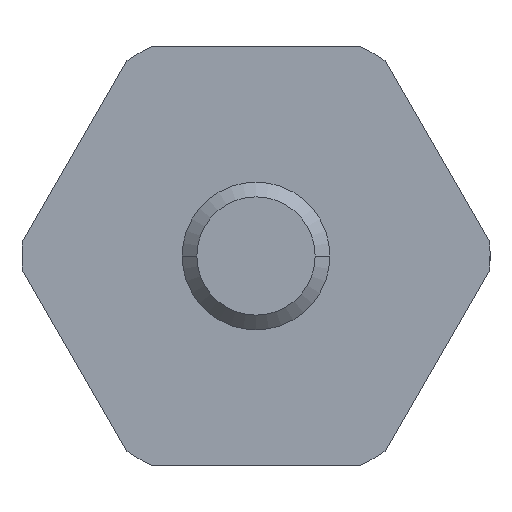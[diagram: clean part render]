
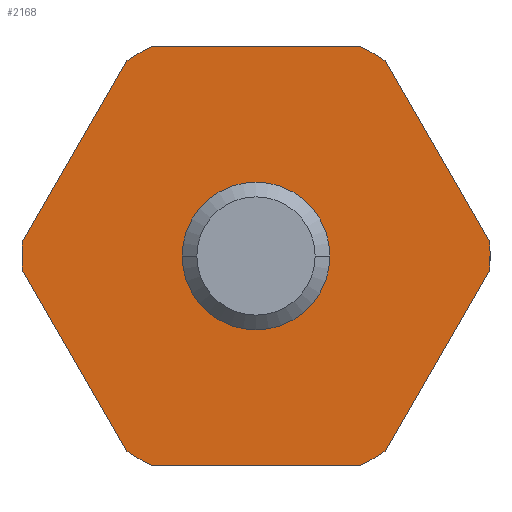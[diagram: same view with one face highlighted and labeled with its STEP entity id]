
A CAD part, front view. The second image highlights one B-rep face of the part: STEP entity #2168.
In plain terms, the highlighted planar face has unit normal (0, -1, 0).
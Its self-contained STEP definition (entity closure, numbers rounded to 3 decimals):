
#1=DIRECTION('',(0.5,0.,-0.866));
#2=VECTOR('',#1,42.426);
#3=CARTESIAN_POINT('',(-47.413,0.,-2.879));
#4=LINE('',#3,#2);
#5=DIRECTION('',(0.5,0.,0.866));
#6=VECTOR('',#5,42.426);
#7=CARTESIAN_POINT('',(-47.413,0.,2.879));
#8=LINE('',#7,#6);
#9=CARTESIAN_POINT('',(0.,0.,0.));
#10=DIRECTION('',(0.,1.,0.));
#11=DIRECTION('',(-0.552,0.,0.834));
#12=AXIS2_PLACEMENT_3D('',#9,#10,#11);
#14=DIRECTION('',(-1.,0.,0.));
#15=VECTOR('',#14,42.426);
#16=CARTESIAN_POINT('',(21.213,0.,42.5));
#17=LINE('',#16,#15);
#18=CARTESIAN_POINT('',(0.,0.,0.));
#19=DIRECTION('',(0.,1.,0.));
#20=DIRECTION('',(0.447,0.,0.895));
#21=AXIS2_PLACEMENT_3D('',#18,#19,#20);
#23=DIRECTION('',(-0.5,0.,0.866));
#24=VECTOR('',#23,42.426);
#25=CARTESIAN_POINT('',(47.413,0.,2.879));
#26=LINE('',#25,#24);
#27=DIRECTION('',(-0.5,0.,-0.866));
#28=VECTOR('',#27,42.426);
#29=CARTESIAN_POINT('',(47.413,0.,-2.879));
#30=LINE('',#29,#28);
#31=CARTESIAN_POINT('',(0.,0.,0.));
#32=DIRECTION('',(0.,1.,0.));
#33=DIRECTION('',(0.552,0.,-0.834));
#34=AXIS2_PLACEMENT_3D('',#31,#32,#33);
#36=DIRECTION('',(1.,0.,0.));
#37=VECTOR('',#36,42.426);
#38=CARTESIAN_POINT('',(-21.213,0.,-42.5));
#39=LINE('',#38,#37);
#40=CARTESIAN_POINT('',(0.,0.,0.));
#41=DIRECTION('',(0.,1.,0.));
#42=DIRECTION('',(-0.447,0.,-0.895));
#43=AXIS2_PLACEMENT_3D('',#40,#41,#42);
#45=CARTESIAN_POINT('',(0.,0.,0.));
#46=DIRECTION('',(0.,-1.,0.));
#47=DIRECTION('',(1.,0.,0.));
#48=AXIS2_PLACEMENT_3D('',#45,#46,#47);
#50=CARTESIAN_POINT('',(0.,0.,0.));
#51=DIRECTION('',(0.,-1.,0.));
#52=DIRECTION('',(-1.,0.,0.));
#53=AXIS2_PLACEMENT_3D('',#50,#51,#52);
#68=CARTESIAN_POINT('',(0.,0.,0.));
#69=DIRECTION('',(0.,-1.,0.));
#70=DIRECTION('',(-0.998,0.,0.061));
#71=AXIS2_PLACEMENT_3D('',#68,#69,#70);
#73=CARTESIAN_POINT('',(0.,0.,0.));
#74=DIRECTION('',(0.,-1.,0.));
#75=DIRECTION('',(0.998,0.,-0.061));
#76=AXIS2_PLACEMENT_3D('',#73,#74,#75);
#1607=CARTESIAN_POINT('',(-47.413,0.,-2.879));
#1608=CARTESIAN_POINT('',(-26.199,0.,-39.621));
#1609=VERTEX_POINT('',#1607);
#1610=VERTEX_POINT('',#1608);
#1611=CARTESIAN_POINT('',(-21.213,0.,-42.5));
#1612=CARTESIAN_POINT('',(21.213,0.,-42.5));
#1613=VERTEX_POINT('',#1611);
#1614=VERTEX_POINT('',#1612);
#1615=CARTESIAN_POINT('',(47.413,0.,-2.879));
#1616=CARTESIAN_POINT('',(26.199,0.,-39.621));
#1617=VERTEX_POINT('',#1615);
#1618=VERTEX_POINT('',#1616);
#1619=CARTESIAN_POINT('',(47.413,0.,2.879));
#1620=CARTESIAN_POINT('',(26.199,0.,39.621));
#1621=VERTEX_POINT('',#1619);
#1622=VERTEX_POINT('',#1620);
#1623=CARTESIAN_POINT('',(21.213,0.,42.5));
#1624=CARTESIAN_POINT('',(-21.213,0.,42.5));
#1625=VERTEX_POINT('',#1623);
#1626=VERTEX_POINT('',#1624);
#1627=CARTESIAN_POINT('',(-47.413,0.,2.879));
#1628=CARTESIAN_POINT('',(-26.199,0.,39.621));
#1629=VERTEX_POINT('',#1627);
#1630=VERTEX_POINT('',#1628);
#1723=CARTESIAN_POINT('',(12.5,0.,0.));
#1724=CARTESIAN_POINT('',(-12.5,0.,0.));
#1725=VERTEX_POINT('',#1723);
#1726=VERTEX_POINT('',#1724);
#2131=CARTESIAN_POINT('',(0.,0.,0.));
#2132=DIRECTION('',(0.,1.,0.));
#2133=DIRECTION('',(1.,0.,0.));
#2134=AXIS2_PLACEMENT_3D('',#2131,#2132,#2133);
#2135=PLANE('',#2134);
#2137=ORIENTED_EDGE('',*,*,#2136,.F.);
#2139=ORIENTED_EDGE('',*,*,#2138,.F.);
#2141=ORIENTED_EDGE('',*,*,#2140,.T.);
#2143=ORIENTED_EDGE('',*,*,#2142,.T.);
#2145=ORIENTED_EDGE('',*,*,#2144,.F.);
#2147=ORIENTED_EDGE('',*,*,#2146,.T.);
#2149=ORIENTED_EDGE('',*,*,#2148,.F.);
#2151=ORIENTED_EDGE('',*,*,#2150,.F.);
#2153=ORIENTED_EDGE('',*,*,#2152,.T.);
#2155=ORIENTED_EDGE('',*,*,#2154,.T.);
#2157=ORIENTED_EDGE('',*,*,#2156,.F.);
#2159=ORIENTED_EDGE('',*,*,#2158,.T.);
#2160=EDGE_LOOP('',(#2137,#2139,#2141,#2143,#2145,#2147,#2149,#2151,#2153,#2155,
#2157,#2159));
#2161=FACE_OUTER_BOUND('',#2160,.F.);
#2163=ORIENTED_EDGE('',*,*,#2162,.T.);
#2165=ORIENTED_EDGE('',*,*,#2164,.T.);
#2166=EDGE_LOOP('',(#2163,#2165));
#2167=FACE_BOUND('',#2166,.F.);
#2168=ADVANCED_FACE('',(#2161,#2167),#2135,.F.);
#13=CIRCLE('',#12,47.5);
#22=CIRCLE('',#21,47.5);
#35=CIRCLE('',#34,47.5);
#44=CIRCLE('',#43,47.5);
#49=CIRCLE('',#48,12.5);
#54=CIRCLE('',#53,12.5);
#72=CIRCLE('',#71,47.5);
#77=CIRCLE('',#76,47.5);
#2136=EDGE_CURVE('',#1609,#1610,#4,.T.);
#2138=EDGE_CURVE('',#1629,#1609,#72,.T.);
#2140=EDGE_CURVE('',#1629,#1630,#8,.T.);
#2142=EDGE_CURVE('',#1630,#1626,#13,.T.);
#2144=EDGE_CURVE('',#1625,#1626,#17,.T.);
#2146=EDGE_CURVE('',#1625,#1622,#22,.T.);
#2148=EDGE_CURVE('',#1621,#1622,#26,.T.);
#2150=EDGE_CURVE('',#1617,#1621,#77,.T.);
#2152=EDGE_CURVE('',#1617,#1618,#30,.T.);
#2154=EDGE_CURVE('',#1618,#1614,#35,.T.);
#2156=EDGE_CURVE('',#1613,#1614,#39,.T.);
#2158=EDGE_CURVE('',#1613,#1610,#44,.T.);
#2162=EDGE_CURVE('',#1725,#1726,#49,.T.);
#2164=EDGE_CURVE('',#1726,#1725,#54,.T.);
